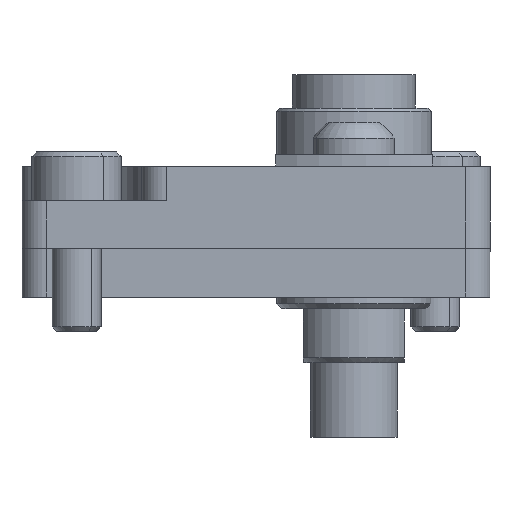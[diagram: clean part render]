
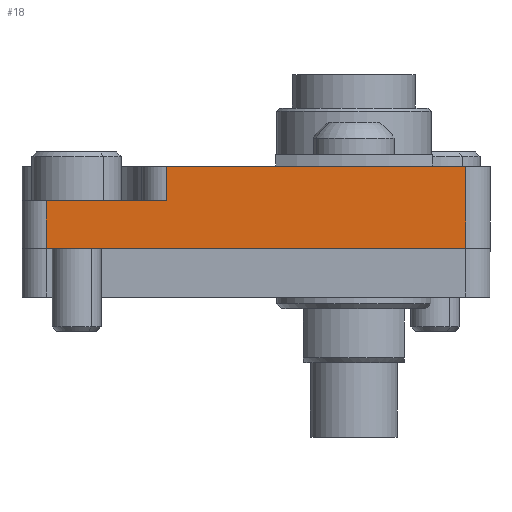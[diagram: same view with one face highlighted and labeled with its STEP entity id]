
A CAD part, front view. The second image highlights one B-rep face of the part: STEP entity #18.
In plain terms, the highlighted face is planar.
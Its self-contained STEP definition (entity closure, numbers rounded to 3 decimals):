
#18 = ADVANCED_FACE ( 'NONE', ( #2654 ), #6452, .T. ) ;
#97 = VERTEX_POINT ( 'NONE', #6643 ) ;
#146 = VECTOR ( 'NONE', #5276, 1000. ) ;
#268 = EDGE_CURVE ( 'NONE', #825, #97, #5275, .T. ) ;
#825 = VERTEX_POINT ( 'NONE', #1032 ) ;
#833 = VERTEX_POINT ( 'NONE', #9353 ) ;
#985 = LINE ( 'NONE', #6923, #6215 ) ;
#1032 = CARTESIAN_POINT ( 'NONE',  ( 30., 0., 12.85 ) ) ;
#1112 = ORIENTED_EDGE ( 'NONE', *, *, #7404, .F. ) ;
#1303 = VECTOR ( 'NONE', #4560, 1000. ) ;
#1529 = LINE ( 'NONE', #4773, #146 ) ;
#2027 = ORIENTED_EDGE ( 'NONE', *, *, #8165, .T. ) ;
#2041 = LINE ( 'NONE', #3449, #6680 ) ;
#2088 = LINE ( 'NONE', #9027, #6687 ) ;
#2324 = EDGE_LOOP ( 'NONE', ( #5540, #2027, #9475, #4880, #1112, #7538 ) ) ;
#2654 = FACE_OUTER_BOUND ( 'NONE', #2324, .T. ) ;
#2761 = DIRECTION ( 'NONE',  ( 0., 0., -1. ) ) ;
#2765 = CARTESIAN_POINT ( 'NONE',  ( 30., 5., -12.85 ) ) ;
#3430 = DIRECTION ( 'NONE',  ( 0., 1., 0. ) ) ;
#3449 = CARTESIAN_POINT ( 'NONE',  ( 30., 2.9, 7. ) ) ;
#4015 = DIRECTION ( 'NONE',  ( 1., 0., 0. ) ) ;
#4554 = CARTESIAN_POINT ( 'NONE',  ( 30., 5., -12.85 ) ) ;
#4560 = DIRECTION ( 'NONE',  ( 0., 0., -1. ) ) ;
#4725 = DIRECTION ( 'NONE',  ( 0., -1., 0. ) ) ;
#4773 = CARTESIAN_POINT ( 'NONE',  ( 30., 5., 14.35 ) ) ;
#4880 = ORIENTED_EDGE ( 'NONE', *, *, #4922, .T. ) ;
#4906 = CARTESIAN_POINT ( 'NONE',  ( 30., 2.9, 5.5 ) ) ;
#4922 = EDGE_CURVE ( 'NONE', #833, #5480, #2088, .T. ) ;
#5012 = LINE ( 'NONE', #2765, #8745 ) ;
#5275 = LINE ( 'NONE', #6115, #1303 ) ;
#5276 = DIRECTION ( 'NONE',  ( 0., 0., -1. ) ) ;
#5480 = VERTEX_POINT ( 'NONE', #4906 ) ;
#5518 = VERTEX_POINT ( 'NONE', #9646 ) ;
#5540 = ORIENTED_EDGE ( 'NONE', *, *, #268, .T. ) ;
#5925 = VERTEX_POINT ( 'NONE', #4554 ) ;
#5960 = DIRECTION ( 'NONE',  ( 0., -1., 0. ) ) ;
#6115 = CARTESIAN_POINT ( 'NONE',  ( 30., 0., 14.35 ) ) ;
#6215 = VECTOR ( 'NONE', #4725, 1000. ) ;
#6452 = PLANE ( 'NONE',  #7198 ) ;
#6519 = DIRECTION ( 'NONE',  ( 0., 1., 0. ) ) ;
#6643 = CARTESIAN_POINT ( 'NONE',  ( 30., 0., -12.85 ) ) ;
#6680 = VECTOR ( 'NONE', #2761, 1000. ) ;
#6687 = VECTOR ( 'NONE', #5960, 1000. ) ;
#6923 = CARTESIAN_POINT ( 'NONE',  ( 30., 0., 12.85 ) ) ;
#7198 = AXIS2_PLACEMENT_3D ( 'NONE', #9445, #4015, #3430 ) ;
#7307 = EDGE_CURVE ( 'NONE', #5518, #825, #985, .T. ) ;
#7404 = EDGE_CURVE ( 'NONE', #5518, #5480, #2041, .T. ) ;
#7538 = ORIENTED_EDGE ( 'NONE', *, *, #7307, .T. ) ;
#8062 = EDGE_CURVE ( 'NONE', #833, #5925, #1529, .T. ) ;
#8165 = EDGE_CURVE ( 'NONE', #97, #5925, #5012, .T. ) ;
#8745 = VECTOR ( 'NONE', #6519, 1000. ) ;
#9027 = CARTESIAN_POINT ( 'NONE',  ( 30., 2.9, 5.5 ) ) ;
#9353 = CARTESIAN_POINT ( 'NONE',  ( 30., 5., 5.5 ) ) ;
#9445 = CARTESIAN_POINT ( 'NONE',  ( 30., 5., 14.35 ) ) ;
#9475 = ORIENTED_EDGE ( 'NONE', *, *, #8062, .F. ) ;
#9646 = CARTESIAN_POINT ( 'NONE',  ( 30., 2.9, 12.85 ) ) ;
